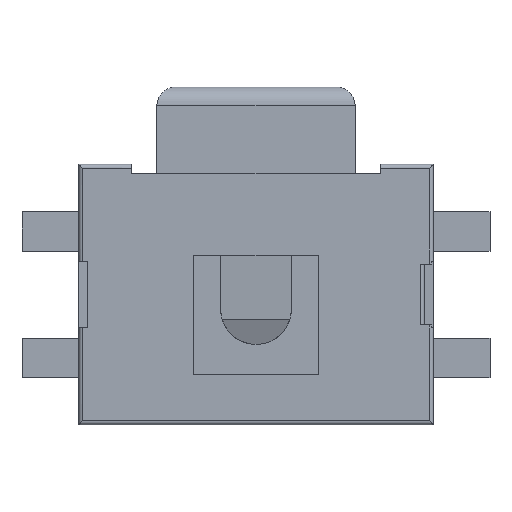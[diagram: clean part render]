
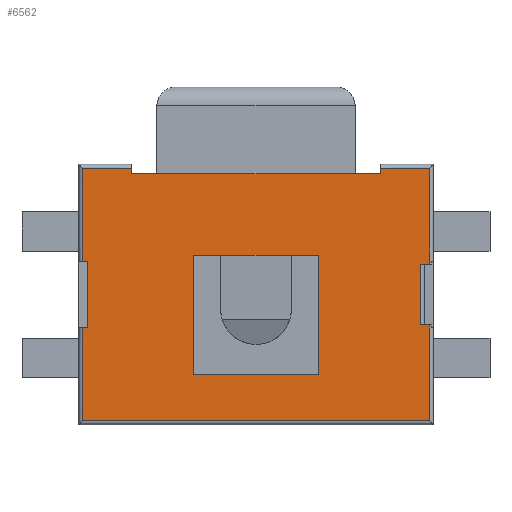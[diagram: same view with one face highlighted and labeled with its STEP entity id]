
A CAD part, top view. The second image highlights one B-rep face of the part: STEP entity #6562.
In plain terms, the highlighted planar face has unit normal (0, 0, 1).
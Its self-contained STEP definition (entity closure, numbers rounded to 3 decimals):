
#500=ORIENTED_EDGE('',*,*,#1870,.T.);
#501=ORIENTED_EDGE('',*,*,#1871,.T.);
#502=ORIENTED_EDGE('',*,*,#1835,.T.);
#503=ORIENTED_EDGE('',*,*,#1872,.T.);
#504=ORIENTED_EDGE('',*,*,#1873,.T.);
#505=ORIENTED_EDGE('',*,*,#1874,.T.);
#506=ORIENTED_EDGE('',*,*,#1875,.T.);
#507=ORIENTED_EDGE('',*,*,#1876,.T.);
#508=ORIENTED_EDGE('',*,*,#1877,.T.);
#509=ORIENTED_EDGE('',*,*,#1878,.T.);
#510=ORIENTED_EDGE('',*,*,#1879,.F.);
#511=ORIENTED_EDGE('',*,*,#1880,.T.);
#512=ORIENTED_EDGE('',*,*,#1881,.F.);
#513=ORIENTED_EDGE('',*,*,#1882,.T.);
#514=ORIENTED_EDGE('',*,*,#1839,.T.);
#515=ORIENTED_EDGE('',*,*,#1883,.F.);
#516=ORIENTED_EDGE('',*,*,#1884,.T.);
#517=ORIENTED_EDGE('',*,*,#1865,.T.);
#518=ORIENTED_EDGE('',*,*,#1843,.F.);
#519=ORIENTED_EDGE('',*,*,#1869,.T.);
#520=ORIENTED_EDGE('',*,*,#1885,.T.);
#521=ORIENTED_EDGE('',*,*,#1886,.T.);
#1835=EDGE_CURVE('',#2524,#2525,#2987,.F.);
#1839=EDGE_CURVE('',#2527,#2526,#2988,.F.);
#1843=EDGE_CURVE('',#2530,#2531,#2990,.T.);
#1865=EDGE_CURVE('',#2544,#2531,#3005,.T.);
#1869=EDGE_CURVE('',#2530,#2547,#3009,.T.);
#1870=EDGE_CURVE('',#2548,#2549,#3010,.T.);
#1871=EDGE_CURVE('',#2549,#2524,#3011,.T.);
#1872=EDGE_CURVE('',#2525,#2550,#3012,.T.);
#1873=EDGE_CURVE('',#2550,#2551,#3013,.T.);
#1874=EDGE_CURVE('',#2551,#2552,#3014,.T.);
#1875=EDGE_CURVE('',#2552,#2553,#3015,.T.);
#1876=EDGE_CURVE('',#2553,#2554,#3016,.T.);
#1877=EDGE_CURVE('',#2554,#2555,#3017,.F.);
#1878=EDGE_CURVE('',#2555,#2556,#3018,.T.);
#1879=EDGE_CURVE('',#2557,#2556,#3019,.T.);
#1880=EDGE_CURVE('',#2557,#2558,#3020,.F.);
#1881=EDGE_CURVE('',#2559,#2558,#3021,.T.);
#1882=EDGE_CURVE('',#2559,#2527,#3022,.T.);
#1883=EDGE_CURVE('',#2548,#2526,#3023,.T.);
#1884=EDGE_CURVE('',#2560,#2544,#3024,.T.);
#1885=EDGE_CURVE('',#2547,#2561,#3025,.T.);
#1886=EDGE_CURVE('',#2561,#2560,#3026,.T.);
#2524=VERTEX_POINT('',#8188);
#2525=VERTEX_POINT('',#8189);
#2526=VERTEX_POINT('',#8194);
#2527=VERTEX_POINT('',#8196);
#2530=VERTEX_POINT('',#8203);
#2531=VERTEX_POINT('',#8205);
#2544=VERTEX_POINT('',#8246);
#2547=VERTEX_POINT('',#8252);
#2548=VERTEX_POINT('',#8256);
#2549=VERTEX_POINT('',#8257);
#2550=VERTEX_POINT('',#8260);
#2551=VERTEX_POINT('',#8262);
#2552=VERTEX_POINT('',#8264);
#2553=VERTEX_POINT('',#8266);
#2554=VERTEX_POINT('',#8268);
#2555=VERTEX_POINT('',#8270);
#2556=VERTEX_POINT('',#8272);
#2557=VERTEX_POINT('',#8274);
#2558=VERTEX_POINT('',#8276);
#2559=VERTEX_POINT('',#8278);
#2560=VERTEX_POINT('',#8282);
#2561=VERTEX_POINT('',#8284);
#2987=LINE('',#8187,#3373);
#2988=LINE('',#8195,#3374);
#2990=LINE('',#8204,#3376);
#3005=LINE('',#8245,#3391);
#3009=LINE('',#8253,#3395);
#3010=LINE('',#8255,#3396);
#3011=LINE('',#8258,#3397);
#3012=LINE('',#8259,#3398);
#3013=LINE('',#8261,#3399);
#3014=LINE('',#8263,#3400);
#3015=LINE('',#8265,#3401);
#3016=LINE('',#8267,#3402);
#3017=LINE('',#8269,#3403);
#3018=LINE('',#8271,#3404);
#3019=LINE('',#8273,#3405);
#3020=LINE('',#8275,#3406);
#3021=LINE('',#8277,#3407);
#3022=LINE('',#8279,#3408);
#3023=LINE('',#8280,#3409);
#3024=LINE('',#8281,#3410);
#3025=LINE('',#8283,#3411);
#3026=LINE('',#8285,#3412);
#3373=VECTOR('',#7201,1000.);
#3374=VECTOR('',#7210,1000.);
#3376=VECTOR('',#7218,1000.);
#3391=VECTOR('',#7259,1000.);
#3395=VECTOR('',#7263,1000.);
#3396=VECTOR('',#7266,1000.);
#3397=VECTOR('',#7267,1000.);
#3398=VECTOR('',#7268,1000.);
#3399=VECTOR('',#7269,1000.);
#3400=VECTOR('',#7270,1000.);
#3401=VECTOR('',#7271,1000.);
#3402=VECTOR('',#7272,1000.);
#3403=VECTOR('',#7273,1000.);
#3404=VECTOR('',#7274,1000.);
#3405=VECTOR('',#7275,1000.);
#3406=VECTOR('',#7276,1000.);
#3407=VECTOR('',#7277,1000.);
#3408=VECTOR('',#7278,1000.);
#3409=VECTOR('',#7279,1000.);
#3410=VECTOR('',#7280,1000.);
#3411=VECTOR('',#7281,1000.);
#3412=VECTOR('',#7282,1000.);
#3735=EDGE_LOOP('',(#500,#501,#502,#503,#504,#505,#506,#507,#508,#509,#510,
#511,#512,#513,#514,#515));
#3736=EDGE_LOOP('',(#516,#517,#518,#519,#520,#521));
#4043=FACE_BOUND('',#3735,.T.);
#4044=FACE_BOUND('',#3736,.T.);
#4347=PLANE('',#6885);
#6562=ADVANCED_FACE('',(#4043,#4044),#4347,.F.);
#6885=AXIS2_PLACEMENT_3D('',#8254,#7264,#7265);
#7201=DIRECTION('',(1.,0.,0.));
#7210=DIRECTION('',(1.,0.,0.));
#7218=DIRECTION('',(-1.,0.,0.));
#7259=DIRECTION('',(1.,0.,0.));
#7263=DIRECTION('',(1.,0.,0.));
#7264=DIRECTION('',(0.,0.,-1.));
#7265=DIRECTION('',(-1.,0.,0.));
#7266=DIRECTION('',(-1.,0.,0.));
#7267=DIRECTION('',(0.,1.,0.));
#7268=DIRECTION('',(0.,-1.,0.));
#7269=DIRECTION('',(1.,0.,0.));
#7270=DIRECTION('',(0.,-1.,0.));
#7271=DIRECTION('',(-1.,0.,0.));
#7272=DIRECTION('',(0.,-1.,0.));
#7273=DIRECTION('',(-1.,0.,0.));
#7274=DIRECTION('',(0.,1.,0.));
#7275=DIRECTION('',(1.,0.,0.));
#7276=DIRECTION('',(0.,-1.,0.));
#7277=DIRECTION('',(-1.,0.,0.));
#7278=DIRECTION('',(0.,1.,0.));
#7279=DIRECTION('',(0.,1.,0.));
#7280=DIRECTION('',(0.,1.,0.));
#7281=DIRECTION('',(0.,-1.,0.));
#7282=DIRECTION('',(-1.,0.,0.));
#8187=CARTESIAN_POINT('',(-2.388,1.701,1.626));
#8188=CARTESIAN_POINT('',(-1.67,1.701,1.626));
#8189=CARTESIAN_POINT('',(-2.336,1.701,1.626));
#8194=CARTESIAN_POINT('',(1.67,1.701,1.626));
#8195=CARTESIAN_POINT('',(-2.388,1.701,1.626));
#8196=CARTESIAN_POINT('',(2.336,1.701,1.626));
#8203=CARTESIAN_POINT('',(0.475,0.527,1.626));
#8204=CARTESIAN_POINT('',(0.475,0.527,1.626));
#8205=CARTESIAN_POINT('',(-0.475,0.527,1.626));
#8245=CARTESIAN_POINT('',(-0.848,0.527,1.626));
#8246=CARTESIAN_POINT('',(-0.848,0.527,1.626));
#8252=CARTESIAN_POINT('',(0.848,0.527,1.626));
#8253=CARTESIAN_POINT('',(-0.848,0.527,1.626));
#8254=CARTESIAN_POINT('',(0.,0.,1.626));
#8255=CARTESIAN_POINT('',(1.67,1.626,1.626));
#8256=CARTESIAN_POINT('',(1.67,1.626,1.626));
#8257=CARTESIAN_POINT('',(-1.67,1.626,1.626));
#8258=CARTESIAN_POINT('',(-1.67,1.626,1.626));
#8259=CARTESIAN_POINT('',(-2.336,0.,1.626));
#8260=CARTESIAN_POINT('',(-2.336,0.446,1.626));
#8261=CARTESIAN_POINT('',(-2.362,0.446,1.626));
#8262=CARTESIAN_POINT('',(-2.263,0.446,1.626));
#8263=CARTESIAN_POINT('',(-2.263,0.446,1.626));
#8264=CARTESIAN_POINT('',(-2.263,-0.446,1.626));
#8265=CARTESIAN_POINT('',(-2.263,-0.446,1.626));
#8266=CARTESIAN_POINT('',(-2.336,-0.446,1.626));
#8267=CARTESIAN_POINT('',(-2.336,0.,1.626));
#8268=CARTESIAN_POINT('',(-2.336,-1.701,1.626));
#8269=CARTESIAN_POINT('',(2.388,-1.701,1.626));
#8270=CARTESIAN_POINT('',(2.336,-1.701,1.626));
#8271=CARTESIAN_POINT('',(2.336,0.,1.626));
#8272=CARTESIAN_POINT('',(2.336,-0.409,1.626));
#8273=CARTESIAN_POINT('',(2.263,-0.409,1.626));
#8274=CARTESIAN_POINT('',(2.211,-0.409,1.626));
#8275=CARTESIAN_POINT('',(2.211,0.,1.626));
#8276=CARTESIAN_POINT('',(2.211,0.409,1.626));
#8277=CARTESIAN_POINT('',(2.362,0.409,1.626));
#8278=CARTESIAN_POINT('',(2.336,0.409,1.626));
#8279=CARTESIAN_POINT('',(2.336,0.,1.626));
#8280=CARTESIAN_POINT('',(1.67,1.626,1.626));
#8281=CARTESIAN_POINT('',(-0.848,-1.073,1.626));
#8282=CARTESIAN_POINT('',(-0.848,-1.073,1.626));
#8283=CARTESIAN_POINT('',(0.848,0.527,1.626));
#8284=CARTESIAN_POINT('',(0.848,-1.073,1.626));
#8285=CARTESIAN_POINT('',(0.848,-1.073,1.626));
